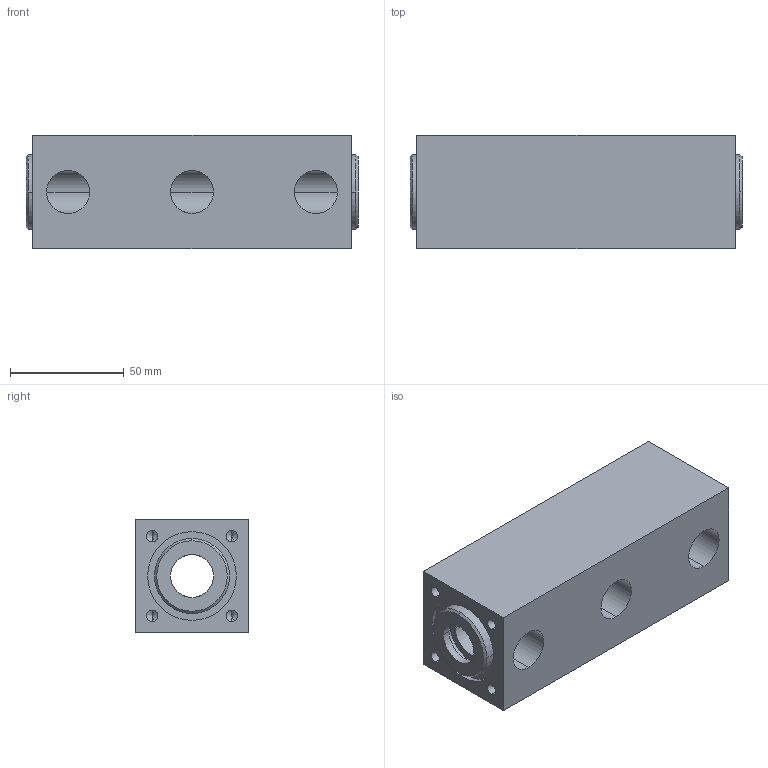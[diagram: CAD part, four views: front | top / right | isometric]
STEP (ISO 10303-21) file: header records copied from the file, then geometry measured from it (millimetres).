
FILE_DESCRIPTION (( 'STEP AP214' ), '1' );
FILE_NAME ('LM-10-EVO-08-001 Corps DISTRI 5-3-V2.STEP', '2022-07-15T11:56:10', ( '' ), ( '' ), 'SwSTEP 2.0', 'SolidWorks 2018', '' );
FILE_SCHEMA (( 'AUTOMOTIVE_DESIGN' ));
Length unit declared in the file: millimetre
Products named in the file (1): LM-10-EVO-08-001 Corps DISTRI 5-3-V2
Bounding box: 146 x 50 x 50 mm (x, y, z)
Volume: 277308.2 mm3; surface area: 52657.7 mm2
Topology: 1 solids, 1 shells, 102 faces, 251 edges, 154 vertices
Faces by surface type: cylinder 60, plane 22, cone 20
Entity records: 3277 total; most frequent: CARTESIAN_POINT 552, DIRECTION 539, ORIENTED_EDGE 470, EDGE_CURVE 235, AXIS2_PLACEMENT_3D 221, VERTEX_POINT 154, EDGE_LOOP 133, CIRCLE 118
